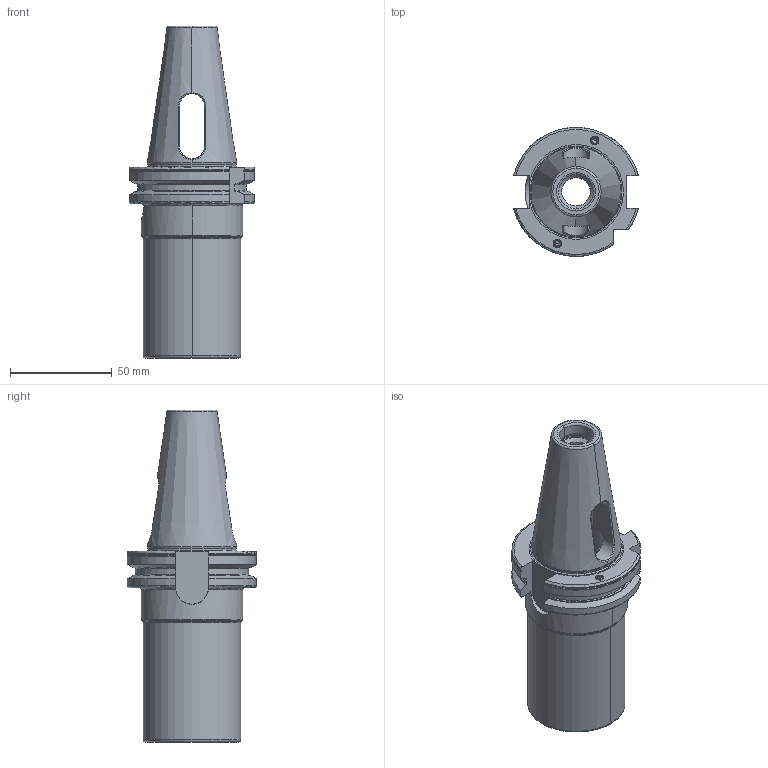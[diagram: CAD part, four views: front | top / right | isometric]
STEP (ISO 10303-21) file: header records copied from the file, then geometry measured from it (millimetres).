
FILE_DESCRIPTION((''),'2;1');
FILE_NAME('DC_403_07_04','2020-11-27T',('101107'),(''),'CREO PARAMETRIC BY PTC INC, 2016260','CREO PARAMETRIC BY PTC INC, 2016260','');
FILE_SCHEMA(('CONFIG_CONTROL_DESIGN'));
Length unit declared in the file: millimetre
Products named in the file (1): DC_403_07_04
Bounding box: 61.48 x 63.54 x 163.4 mm (x, y, z)
Volume: 163238.9 mm3; surface area: 41440.9 mm2
Topology: 1 solids, 1 shells, 195 faces, 482 edges, 292 vertices
Faces by surface type: cone 50, plane 45, cylinder 45, torus 43, bspline 12
Entity records: 7083 total; most frequent: CARTESIAN_POINT 2541, ORIENTED_EDGE 960, DIRECTION 924, EDGE_CURVE 480, AXIS2_PLACEMENT_3D 366, VERTEX_POINT 292, EDGE_LOOP 206, FACE_OUTER_BOUND 195
